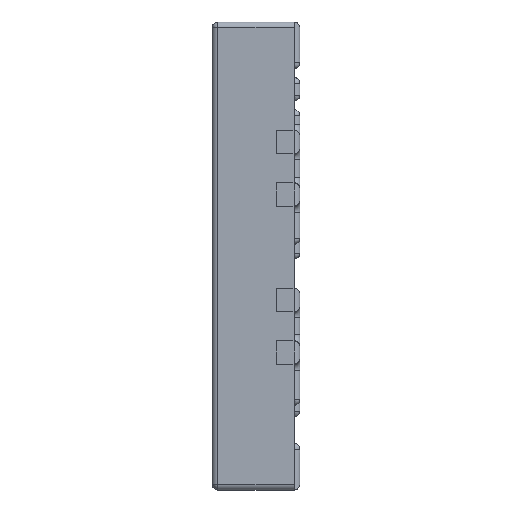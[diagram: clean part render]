
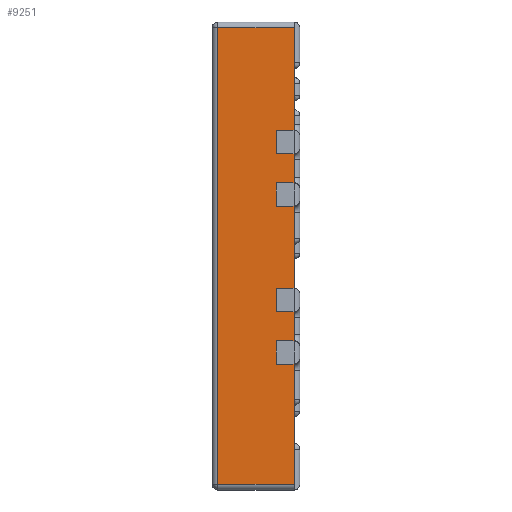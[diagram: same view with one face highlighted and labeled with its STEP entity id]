
A CAD part, left-side view. The second image highlights one B-rep face of the part: STEP entity #9251.
In plain terms, the highlighted planar face has unit normal (-1, 0, 0).
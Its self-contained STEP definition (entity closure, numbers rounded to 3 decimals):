
#125=PLANE('',#9893);
#462=FACE_OUTER_BOUND('',#1055,.T.);
#1055=EDGE_LOOP('',(#6250,#6251,#6252,#6253,#6254,#6255,#6256,#6257,#6258,
#6259,#6260,#6261,#6262,#6263,#6264,#6265,#6266,#6267,#6268,#6269));
#1646=LINE('',#14021,#2580);
#1676=LINE('',#14088,#2610);
#1677=LINE('',#14092,#2611);
#1678=LINE('',#14094,#2612);
#1679=LINE('',#14096,#2613);
#1680=LINE('',#14098,#2614);
#1681=LINE('',#14100,#2615);
#1682=LINE('',#14102,#2616);
#1683=LINE('',#14104,#2617);
#1684=LINE('',#14106,#2618);
#1685=LINE('',#14108,#2619);
#1686=LINE('',#14110,#2620);
#1687=LINE('',#14112,#2621);
#1688=LINE('',#14114,#2622);
#1689=LINE('',#14116,#2623);
#1690=LINE('',#14118,#2624);
#1691=LINE('',#14120,#2625);
#1692=LINE('',#14122,#2626);
#1693=LINE('',#14124,#2627);
#1694=LINE('',#14125,#2628);
#2580=VECTOR('',#10967,10.);
#2610=VECTOR('',#11015,10.);
#2611=VECTOR('',#11020,10.);
#2612=VECTOR('',#11021,10.);
#2613=VECTOR('',#11022,10.);
#2614=VECTOR('',#11023,10.);
#2615=VECTOR('',#11024,10.);
#2616=VECTOR('',#11025,10.);
#2617=VECTOR('',#11026,10.);
#2618=VECTOR('',#11027,10.);
#2619=VECTOR('',#11028,10.);
#2620=VECTOR('',#11029,10.);
#2621=VECTOR('',#11030,10.);
#2622=VECTOR('',#11031,10.);
#2623=VECTOR('',#11032,10.);
#2624=VECTOR('',#11033,10.);
#2625=VECTOR('',#11034,10.);
#2626=VECTOR('',#11035,10.);
#2627=VECTOR('',#11036,10.);
#2628=VECTOR('',#11037,10.);
#3938=VERTEX_POINT('',#14018);
#3939=VERTEX_POINT('',#14020);
#3967=VERTEX_POINT('',#14087);
#3968=VERTEX_POINT('',#14091);
#3969=VERTEX_POINT('',#14093);
#3970=VERTEX_POINT('',#14095);
#3971=VERTEX_POINT('',#14097);
#3972=VERTEX_POINT('',#14099);
#3973=VERTEX_POINT('',#14101);
#3974=VERTEX_POINT('',#14103);
#3975=VERTEX_POINT('',#14105);
#3976=VERTEX_POINT('',#14107);
#3977=VERTEX_POINT('',#14109);
#3978=VERTEX_POINT('',#14111);
#3979=VERTEX_POINT('',#14113);
#3980=VERTEX_POINT('',#14115);
#3981=VERTEX_POINT('',#14117);
#3982=VERTEX_POINT('',#14119);
#3983=VERTEX_POINT('',#14121);
#3984=VERTEX_POINT('',#14123);
#4799=EDGE_CURVE('',#3938,#3939,#1646,.T.);
#4833=EDGE_CURVE('',#3967,#3939,#1676,.T.);
#4835=EDGE_CURVE('',#3968,#3938,#1677,.T.);
#4836=EDGE_CURVE('',#3968,#3969,#1678,.T.);
#4837=EDGE_CURVE('',#3969,#3970,#1679,.T.);
#4838=EDGE_CURVE('',#3970,#3971,#1680,.T.);
#4839=EDGE_CURVE('',#3971,#3972,#1681,.T.);
#4840=EDGE_CURVE('',#3972,#3973,#1682,.T.);
#4841=EDGE_CURVE('',#3973,#3974,#1683,.T.);
#4842=EDGE_CURVE('',#3974,#3975,#1684,.T.);
#4843=EDGE_CURVE('',#3975,#3976,#1685,.T.);
#4844=EDGE_CURVE('',#3976,#3977,#1686,.T.);
#4845=EDGE_CURVE('',#3977,#3978,#1687,.T.);
#4846=EDGE_CURVE('',#3978,#3979,#1688,.T.);
#4847=EDGE_CURVE('',#3979,#3980,#1689,.T.);
#4848=EDGE_CURVE('',#3980,#3981,#1690,.T.);
#4849=EDGE_CURVE('',#3981,#3982,#1691,.T.);
#4850=EDGE_CURVE('',#3982,#3983,#1692,.T.);
#4851=EDGE_CURVE('',#3983,#3984,#1693,.T.);
#4852=EDGE_CURVE('',#3984,#3967,#1694,.T.);
#6250=ORIENTED_EDGE('',*,*,#4799,.F.);
#6251=ORIENTED_EDGE('',*,*,#4835,.F.);
#6252=ORIENTED_EDGE('',*,*,#4836,.T.);
#6253=ORIENTED_EDGE('',*,*,#4837,.T.);
#6254=ORIENTED_EDGE('',*,*,#4838,.T.);
#6255=ORIENTED_EDGE('',*,*,#4839,.T.);
#6256=ORIENTED_EDGE('',*,*,#4840,.T.);
#6257=ORIENTED_EDGE('',*,*,#4841,.T.);
#6258=ORIENTED_EDGE('',*,*,#4842,.T.);
#6259=ORIENTED_EDGE('',*,*,#4843,.T.);
#6260=ORIENTED_EDGE('',*,*,#4844,.T.);
#6261=ORIENTED_EDGE('',*,*,#4845,.T.);
#6262=ORIENTED_EDGE('',*,*,#4846,.T.);
#6263=ORIENTED_EDGE('',*,*,#4847,.T.);
#6264=ORIENTED_EDGE('',*,*,#4848,.T.);
#6265=ORIENTED_EDGE('',*,*,#4849,.T.);
#6266=ORIENTED_EDGE('',*,*,#4850,.T.);
#6267=ORIENTED_EDGE('',*,*,#4851,.T.);
#6268=ORIENTED_EDGE('',*,*,#4852,.T.);
#6269=ORIENTED_EDGE('',*,*,#4833,.T.);
#9251=ADVANCED_FACE('',(#462),#125,.T.);
#9893=AXIS2_PLACEMENT_3D('',#14090,#11018,#11019);
#10967=DIRECTION('',(0.,0.,1.));
#11015=DIRECTION('',(0.,1.,0.));
#11018=DIRECTION('center_axis',(-1.,0.,0.));
#11019=DIRECTION('ref_axis',(0.,0.,1.));
#11020=DIRECTION('',(0.,1.,0.));
#11021=DIRECTION('',(0.,0.,1.));
#11022=DIRECTION('',(0.,1.,0.));
#11023=DIRECTION('',(0.,0.,1.));
#11024=DIRECTION('',(0.,-1.,0.));
#11025=DIRECTION('',(0.,0.,1.));
#11026=DIRECTION('',(0.,1.,0.));
#11027=DIRECTION('',(0.,0.,1.));
#11028=DIRECTION('',(0.,-1.,0.));
#11029=DIRECTION('',(0.,0.,1.));
#11030=DIRECTION('',(0.,1.,0.));
#11031=DIRECTION('',(0.,0.,1.));
#11032=DIRECTION('',(0.,-1.,0.));
#11033=DIRECTION('',(0.,0.,1.));
#11034=DIRECTION('',(0.,1.,0.));
#11035=DIRECTION('',(0.,0.,1.));
#11036=DIRECTION('',(0.,-1.,0.));
#11037=DIRECTION('',(0.,0.,1.));
#14018=CARTESIAN_POINT('',(-2.,0.7,-1.95));
#14020=CARTESIAN_POINT('',(-2.,0.7,1.95));
#14021=CARTESIAN_POINT('',(-2.,0.7,-0.975));
#14087=CARTESIAN_POINT('',(-2.,0.05,1.95));
#14088=CARTESIAN_POINT('',(-2.,0.,1.95));
#14090=CARTESIAN_POINT('Origin',(-2.,0.,-1.95));
#14091=CARTESIAN_POINT('',(-2.,0.05,-1.95));
#14092=CARTESIAN_POINT('',(-2.,0.,-1.95));
#14093=CARTESIAN_POINT('',(-2.,0.05,-0.925));
#14094=CARTESIAN_POINT('',(-2.,0.05,-0.975));
#14095=CARTESIAN_POINT('',(-2.,0.2,-0.925));
#14096=CARTESIAN_POINT('',(-2.,0.,-0.925));
#14097=CARTESIAN_POINT('',(-2.,0.2,-0.725));
#14098=CARTESIAN_POINT('',(-2.,0.2,-1.363));
#14099=CARTESIAN_POINT('',(-2.,0.05,-0.725));
#14100=CARTESIAN_POINT('',(-2.,0.,-0.725));
#14101=CARTESIAN_POINT('',(-2.,0.05,-0.475));
#14102=CARTESIAN_POINT('',(-2.,0.05,-0.975));
#14103=CARTESIAN_POINT('',(-2.,0.2,-0.475));
#14104=CARTESIAN_POINT('',(-2.,0.,-0.475));
#14105=CARTESIAN_POINT('',(-2.,0.2,-0.275));
#14106=CARTESIAN_POINT('',(-2.,0.2,-1.363));
#14107=CARTESIAN_POINT('',(-2.,0.05,-0.275));
#14108=CARTESIAN_POINT('',(-2.,0.,-0.275));
#14109=CARTESIAN_POINT('',(-2.,0.05,0.425));
#14110=CARTESIAN_POINT('',(-2.,0.05,-0.975));
#14111=CARTESIAN_POINT('',(-2.,0.2,0.425));
#14112=CARTESIAN_POINT('',(-2.,0.,0.425));
#14113=CARTESIAN_POINT('',(-2.,0.2,0.625));
#14114=CARTESIAN_POINT('',(-2.,0.2,-0.638));
#14115=CARTESIAN_POINT('',(-2.,0.05,0.625));
#14116=CARTESIAN_POINT('',(-2.,0.,0.625));
#14117=CARTESIAN_POINT('',(-2.,0.05,0.875));
#14118=CARTESIAN_POINT('',(-2.,0.05,-0.975));
#14119=CARTESIAN_POINT('',(-2.,0.2,0.875));
#14120=CARTESIAN_POINT('',(-2.,0.,0.875));
#14121=CARTESIAN_POINT('',(-2.,0.2,1.075));
#14122=CARTESIAN_POINT('',(-2.,0.2,-0.638));
#14123=CARTESIAN_POINT('',(-2.,0.05,1.075));
#14124=CARTESIAN_POINT('',(-2.,0.,1.075));
#14125=CARTESIAN_POINT('',(-2.,0.05,-0.975));
